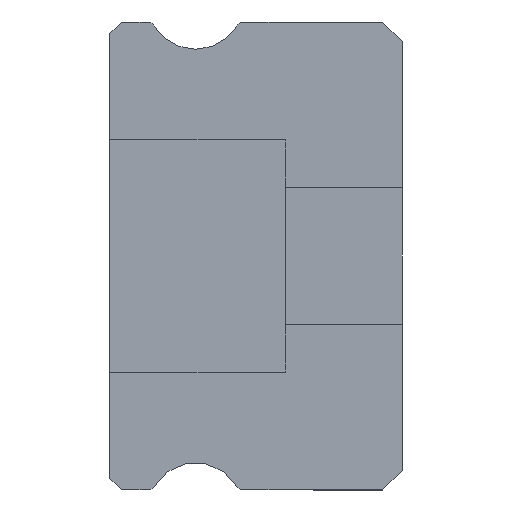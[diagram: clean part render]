
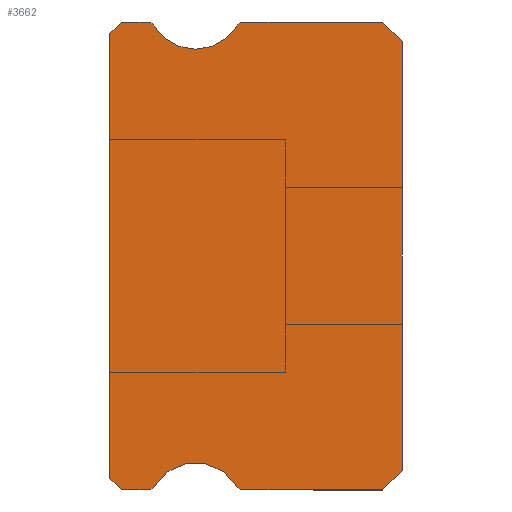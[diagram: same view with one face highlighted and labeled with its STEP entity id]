
A CAD part, left-side view. The second image highlights one B-rep face of the part: STEP entity #3662.
In plain terms, the highlighted planar face has unit normal (-1, 0, 0).
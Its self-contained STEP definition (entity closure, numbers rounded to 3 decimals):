
#89 = AXIS2_PLACEMENT_3D ( 'NONE', #7126, #7940, #9194 ) ;
#90 = DIRECTION ( 'NONE',  ( 0., 0., 1. ) ) ;
#102 = ORIENTED_EDGE ( 'NONE', *, *, #7431, .F. ) ;
#129 = CIRCLE ( 'NONE', #5166, 1.25 ) ;
#148 = EDGE_CURVE ( 'NONE', #8847, #6143, #8401, .T. ) ;
#177 = EDGE_CURVE ( 'NONE', #3913, #3566, #1534, .T. ) ;
#229 = EDGE_CURVE ( 'NONE', #4809, #1246, #4177, .T. ) ;
#279 = CARTESIAN_POINT ( 'NONE',  ( -5., 0., -5.5 ) ) ;
#314 = DIRECTION ( 'NONE',  ( 0., 0., -1. ) ) ;
#480 = ORIENTED_EDGE ( 'NONE', *, *, #229, .F. ) ;
#482 = CARTESIAN_POINT ( 'NONE',  ( -5., 7.5, 5.7 ) ) ;
#490 = EDGE_CURVE ( 'NONE', #6221, #8933, #2967, .T. ) ;
#662 = ORIENTED_EDGE ( 'NONE', *, *, #698, .F. ) ;
#674 = DIRECTION ( 'NONE',  ( 0., -1., 0. ) ) ;
#698 = EDGE_CURVE ( 'NONE', #7121, #6143, #934, .T. ) ;
#830 = CARTESIAN_POINT ( 'NONE',  ( -5., 4.088, -6. ) ) ;
#934 = LINE ( 'NONE', #8901, #5842 ) ;
#943 = EDGE_CURVE ( 'NONE', #5505, #1045, #3423, .T. ) ;
#966 = CARTESIAN_POINT ( 'NONE',  ( -5., 7.5, -5.7 ) ) ;
#995 = DIRECTION ( 'NONE',  ( 0., 1., 0. ) ) ;
#1045 = VERTEX_POINT ( 'NONE', #2270 ) ;
#1119 = ORIENTED_EDGE ( 'NONE', *, *, #5324, .F. ) ;
#1184 = VERTEX_POINT ( 'NONE', #4710 ) ;
#1216 = VECTOR ( 'NONE', #2098, 1000. ) ;
#1246 = VERTEX_POINT ( 'NONE', #1962 ) ;
#1309 = AXIS2_PLACEMENT_3D ( 'NONE', #2930, #6448, #3020 ) ;
#1350 = EDGE_CURVE ( 'NONE', #3035, #3913, #3565, .T. ) ;
#1369 = DIRECTION ( 'NONE',  ( 0., 0., -1. ) ) ;
#1416 = ORIENTED_EDGE ( 'NONE', *, *, #177, .T. ) ;
#1492 = VECTOR ( 'NONE', #3274, 1000. ) ;
#1534 = LINE ( 'NONE', #7196, #3711 ) ;
#1538 = CARTESIAN_POINT ( 'NONE',  ( -5., 6.512, 6. ) ) ;
#1666 = AXIS2_PLACEMENT_3D ( 'NONE', #3394, #9122, #1880 ) ;
#1756 = CARTESIAN_POINT ( 'NONE',  ( -5., 5.3, -6.55 ) ) ;
#1831 = VECTOR ( 'NONE', #5180, 1000. ) ;
#1834 = ORIENTED_EDGE ( 'NONE', *, *, #2353, .F. ) ;
#1880 = DIRECTION ( 'NONE',  ( 0., 0., -1. ) ) ;
#1885 = ORIENTED_EDGE ( 'NONE', *, *, #7276, .T. ) ;
#1916 = CIRCLE ( 'NONE', #3264, 0.15 ) ;
#1962 = CARTESIAN_POINT ( 'NONE',  ( -5., 4.217, 5.925 ) ) ;
#2064 = LINE ( 'NONE', #3425, #6063 ) ;
#2065 = LINE ( 'NONE', #279, #2372 ) ;
#2098 = DIRECTION ( 'NONE',  ( 0., 0.707, -0.707 ) ) ;
#2270 = CARTESIAN_POINT ( 'NONE',  ( -5., 6.383, 5.925 ) ) ;
#2277 = DIRECTION ( 'NONE',  ( -1., 0., 0. ) ) ;
#2287 = EDGE_CURVE ( 'NONE', #1246, #4879, #1916, .T. ) ;
#2302 = CARTESIAN_POINT ( 'NONE',  ( -5., 0.5, 6. ) ) ;
#2348 = VERTEX_POINT ( 'NONE', #5571 ) ;
#2353 = EDGE_CURVE ( 'NONE', #8847, #1184, #2065, .T. ) ;
#2372 = VECTOR ( 'NONE', #3203, 1000. ) ;
#2441 = CIRCLE ( 'NONE', #1666, 0.15 ) ;
#2529 = LINE ( 'NONE', #7653, #7903 ) ;
#2930 = CARTESIAN_POINT ( 'NONE',  ( -5., 5.3, 6.55 ) ) ;
#2967 = CIRCLE ( 'NONE', #8120, 0.15 ) ;
#3020 = DIRECTION ( 'NONE',  ( 0., 0., -1. ) ) ;
#3035 = VERTEX_POINT ( 'NONE', #966 ) ;
#3203 = DIRECTION ( 'NONE',  ( 0., 0.707, -0.707 ) ) ;
#3264 = AXIS2_PLACEMENT_3D ( 'NONE', #8144, #6016, #4576 ) ;
#3274 = DIRECTION ( 'NONE',  ( 0., 1., 0. ) ) ;
#3343 = DIRECTION ( 'NONE',  ( 0., 0., -1. ) ) ;
#3394 = CARTESIAN_POINT ( 'NONE',  ( -5., 6.512, -5.85 ) ) ;
#3423 = CIRCLE ( 'NONE', #8749, 0.15 ) ;
#3425 = CARTESIAN_POINT ( 'NONE',  ( -5., 6.512, 6. ) ) ;
#3520 = PLANE ( 'NONE',  #89 ) ;
#3565 = LINE ( 'NONE', #4863, #4325 ) ;
#3566 = VERTEX_POINT ( 'NONE', #8322 ) ;
#3626 = ORIENTED_EDGE ( 'NONE', *, *, #6644, .T. ) ;
#3662 = ADVANCED_FACE ( 'NONE', ( #4221 ), #3520, .F. ) ;
#3711 = VECTOR ( 'NONE', #674, 1000. ) ;
#3913 = VERTEX_POINT ( 'NONE', #7396 ) ;
#4177 = CIRCLE ( 'NONE', #1309, 1.25 ) ;
#4221 = FACE_OUTER_BOUND ( 'NONE', #6135, .T. ) ;
#4311 = CARTESIAN_POINT ( 'NONE',  ( -5., 6.512, 5.85 ) ) ;
#4325 = VECTOR ( 'NONE', #7765, 1000. ) ;
#4573 = EDGE_CURVE ( 'NONE', #1045, #4809, #129, .T. ) ;
#4576 = DIRECTION ( 'NONE',  ( 0., 0., -1. ) ) ;
#4592 = DIRECTION ( 'NONE',  ( 0., -0.707, -0.707 ) ) ;
#4710 = CARTESIAN_POINT ( 'NONE',  ( -5., 0.5, -6. ) ) ;
#4738 = CARTESIAN_POINT ( 'NONE',  ( -5., 4.217, -5.925 ) ) ;
#4780 = CARTESIAN_POINT ( 'NONE',  ( -5., 5.3, 5.3 ) ) ;
#4809 = VERTEX_POINT ( 'NONE', #4780 ) ;
#4863 = CARTESIAN_POINT ( 'NONE',  ( -5., 7.2, -6. ) ) ;
#4879 = VERTEX_POINT ( 'NONE', #8790 ) ;
#4899 = ORIENTED_EDGE ( 'NONE', *, *, #4573, .F. ) ;
#4929 = CARTESIAN_POINT ( 'NONE',  ( -5., 7.2, 6. ) ) ;
#4951 = DIRECTION ( 'NONE',  ( 0., -1., 0. ) ) ;
#5002 = AXIS2_PLACEMENT_3D ( 'NONE', #1756, #7464, #314 ) ;
#5089 = CARTESIAN_POINT ( 'NONE',  ( -5., 7.5, 5.85 ) ) ;
#5166 = AXIS2_PLACEMENT_3D ( 'NONE', #8802, #2277, #5168 ) ;
#5168 = DIRECTION ( 'NONE',  ( 0., 0., -1. ) ) ;
#5180 = DIRECTION ( 'NONE',  ( 0., 0., 1. ) ) ;
#5231 = EDGE_CURVE ( 'NONE', #8933, #2348, #8645, .T. ) ;
#5243 = VECTOR ( 'NONE', #90, 1000. ) ;
#5324 = EDGE_CURVE ( 'NONE', #4879, #7121, #2064, .T. ) ;
#5466 = CARTESIAN_POINT ( 'NONE',  ( -5., 6.512, -6. ) ) ;
#5505 = VERTEX_POINT ( 'NONE', #1538 ) ;
#5571 = CARTESIAN_POINT ( 'NONE',  ( -5., 6.383, -5.925 ) ) ;
#5653 = VERTEX_POINT ( 'NONE', #482 ) ;
#5734 = ORIENTED_EDGE ( 'NONE', *, *, #148, .T. ) ;
#5779 = CARTESIAN_POINT ( 'NONE',  ( -5., 0., 5.5 ) ) ;
#5842 = VECTOR ( 'NONE', #4592, 1000. ) ;
#6016 = DIRECTION ( 'NONE',  ( 1., 0., 0. ) ) ;
#6063 = VECTOR ( 'NONE', #4951, 1000. ) ;
#6135 = EDGE_LOOP ( 'NONE', ( #3626, #102, #8606, #1416, #7984, #8741, #7661, #8327, #1834, #5734, #662, #1119, #6181, #480, #4899, #9022, #1885 ) ) ;
#6143 = VERTEX_POINT ( 'NONE', #9245 ) ;
#6181 = ORIENTED_EDGE ( 'NONE', *, *, #2287, .F. ) ;
#6221 = VERTEX_POINT ( 'NONE', #830 ) ;
#6338 = DIRECTION ( 'NONE',  ( 1., 0., 0. ) ) ;
#6448 = DIRECTION ( 'NONE',  ( -1., 0., 0. ) ) ;
#6450 = EDGE_CURVE ( 'NONE', #2348, #3566, #2441, .T. ) ;
#6548 = CARTESIAN_POINT ( 'NONE',  ( -5., 7.5, 5.7 ) ) ;
#6644 = EDGE_CURVE ( 'NONE', #9127, #5653, #7833, .T. ) ;
#7121 = VERTEX_POINT ( 'NONE', #2302 ) ;
#7126 = CARTESIAN_POINT ( 'NONE',  ( -5., 6.512, 5.85 ) ) ;
#7196 = CARTESIAN_POINT ( 'NONE',  ( -5., 6.512, -6. ) ) ;
#7276 = EDGE_CURVE ( 'NONE', #5505, #9127, #2529, .T. ) ;
#7396 = CARTESIAN_POINT ( 'NONE',  ( -5., 7.2, -6. ) ) ;
#7431 = EDGE_CURVE ( 'NONE', #3035, #5653, #8762, .T. ) ;
#7464 = DIRECTION ( 'NONE',  ( -1., 0., 0. ) ) ;
#7653 = CARTESIAN_POINT ( 'NONE',  ( -5., 7.2, 6. ) ) ;
#7661 = ORIENTED_EDGE ( 'NONE', *, *, #490, .F. ) ;
#7765 = DIRECTION ( 'NONE',  ( 0., -0.707, -0.707 ) ) ;
#7833 = LINE ( 'NONE', #6548, #1216 ) ;
#7903 = VECTOR ( 'NONE', #995, 1000. ) ;
#7940 = DIRECTION ( 'NONE',  ( 1., 0., 0. ) ) ;
#7984 = ORIENTED_EDGE ( 'NONE', *, *, #6450, .F. ) ;
#8041 = EDGE_CURVE ( 'NONE', #1184, #6221, #8957, .T. ) ;
#8116 = CARTESIAN_POINT ( 'NONE',  ( -5., 0., -5.5 ) ) ;
#8120 = AXIS2_PLACEMENT_3D ( 'NONE', #9211, #6338, #3343 ) ;
#8144 = CARTESIAN_POINT ( 'NONE',  ( -5., 4.088, 5.85 ) ) ;
#8322 = CARTESIAN_POINT ( 'NONE',  ( -5., 6.512, -6. ) ) ;
#8327 = ORIENTED_EDGE ( 'NONE', *, *, #8041, .F. ) ;
#8401 = LINE ( 'NONE', #5779, #5243 ) ;
#8606 = ORIENTED_EDGE ( 'NONE', *, *, #1350, .T. ) ;
#8645 = CIRCLE ( 'NONE', #5002, 1.25 ) ;
#8653 = DIRECTION ( 'NONE',  ( 1., 0., 0. ) ) ;
#8741 = ORIENTED_EDGE ( 'NONE', *, *, #5231, .F. ) ;
#8749 = AXIS2_PLACEMENT_3D ( 'NONE', #4311, #8653, #1369 ) ;
#8762 = LINE ( 'NONE', #5089, #1831 ) ;
#8790 = CARTESIAN_POINT ( 'NONE',  ( -5., 4.088, 6. ) ) ;
#8802 = CARTESIAN_POINT ( 'NONE',  ( -5., 5.3, 6.55 ) ) ;
#8847 = VERTEX_POINT ( 'NONE', #8116 ) ;
#8901 = CARTESIAN_POINT ( 'NONE',  ( -5., 0.5, 6. ) ) ;
#8933 = VERTEX_POINT ( 'NONE', #4738 ) ;
#8957 = LINE ( 'NONE', #5466, #1492 ) ;
#9022 = ORIENTED_EDGE ( 'NONE', *, *, #943, .F. ) ;
#9122 = DIRECTION ( 'NONE',  ( 1., 0., 0. ) ) ;
#9127 = VERTEX_POINT ( 'NONE', #4929 ) ;
#9194 = DIRECTION ( 'NONE',  ( 0., 0., -1. ) ) ;
#9211 = CARTESIAN_POINT ( 'NONE',  ( -5., 4.088, -5.85 ) ) ;
#9245 = CARTESIAN_POINT ( 'NONE',  ( -5., 0., 5.5 ) ) ;
